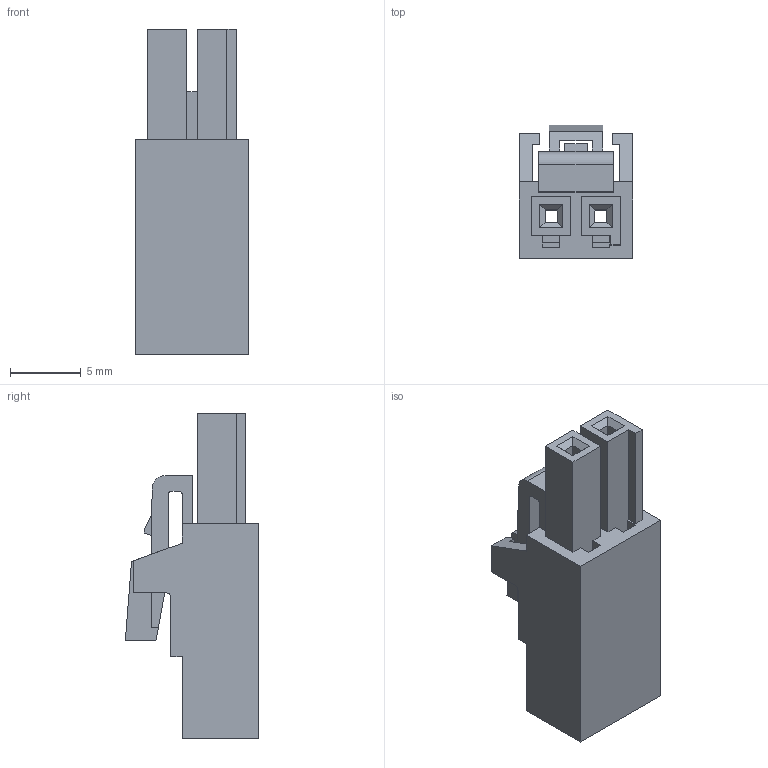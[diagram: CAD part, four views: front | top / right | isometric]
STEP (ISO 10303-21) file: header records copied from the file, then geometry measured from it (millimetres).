
FILE_DESCRIPTION((''),'2;1');
FILE_NAME('1722561002','2016-02-17T',('me'),(''),'PRO/ENGINEER BY PARAMETRIC TECHNOLOGY CORPORATION, 2011490','PRO/ENGINEER BY PARAMETRIC TECHNOLOGY CORPORATION, 2011490','');
FILE_SCHEMA(('CONFIG_CONTROL_DESIGN'));
Length unit declared in the file: millimetre
Products named in the file (1): 1722561002
Bounding box: 8 x 9.43 x 23 mm (x, y, z)
Volume: 740.9 mm3; surface area: 1307.9 mm2
Topology: 1 solids, 1 shells, 110 faces, 310 edges, 204 vertices
Faces by surface type: plane 105, cylinder 5
Entity records: 3534 total; most frequent: CARTESIAN_POINT 625, ORIENTED_EDGE 620, DIRECTION 542, EDGE_CURVE 310, VECTOR 300, LINE 300, VERTEX_POINT 204, AXIS2_PLACEMENT_3D 121
